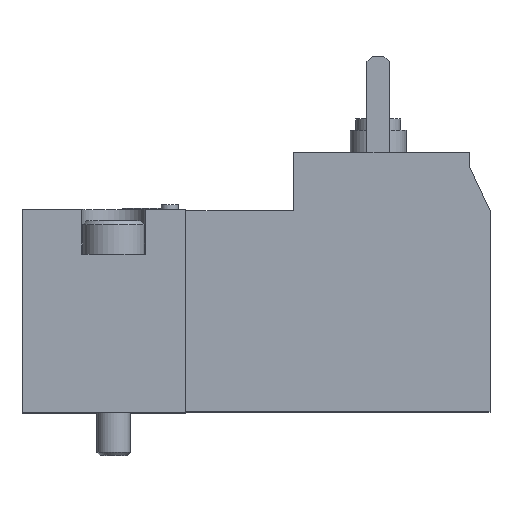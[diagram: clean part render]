
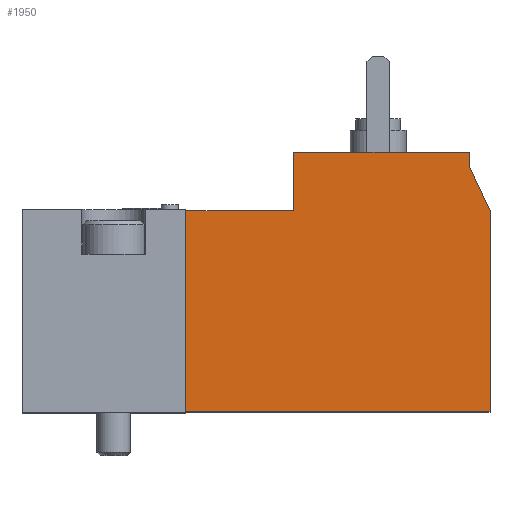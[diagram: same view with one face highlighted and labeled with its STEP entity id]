
A CAD part, top view. The second image highlights one B-rep face of the part: STEP entity #1950.
In plain terms, the highlighted planar face has unit normal (0, 0, 1).
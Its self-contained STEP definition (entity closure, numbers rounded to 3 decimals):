
#328=ORIENTED_EDGE('',*,*,#440,.T.);
#329=ORIENTED_EDGE('',*,*,#444,.T.);
#330=ORIENTED_EDGE('',*,*,#447,.T.);
#331=ORIENTED_EDGE('',*,*,#450,.T.);
#332=ORIENTED_EDGE('',*,*,#462,.T.);
#333=ORIENTED_EDGE('',*,*,#465,.T.);
#334=ORIENTED_EDGE('',*,*,#468,.T.);
#335=ORIENTED_EDGE('',*,*,#506,.T.);
#440=EDGE_CURVE('',#611,#610,#735,.T.);
#444=EDGE_CURVE('',#610,#613,#739,.T.);
#447=EDGE_CURVE('',#613,#615,#742,.T.);
#450=EDGE_CURVE('',#615,#617,#745,.T.);
#462=EDGE_CURVE('',#617,#628,#756,.T.);
#465=EDGE_CURVE('',#628,#630,#759,.T.);
#468=EDGE_CURVE('',#630,#632,#762,.T.);
#506=EDGE_CURVE('',#632,#611,#790,.T.);
#610=VERTEX_POINT('',#2495);
#611=VERTEX_POINT('',#2497);
#613=VERTEX_POINT('',#2503);
#615=VERTEX_POINT('',#2509);
#617=VERTEX_POINT('',#2515);
#628=VERTEX_POINT('',#2539);
#630=VERTEX_POINT('',#2545);
#632=VERTEX_POINT('',#2551);
#735=LINE('',#2496,#853);
#739=LINE('',#2504,#857);
#742=LINE('',#2510,#860);
#745=LINE('',#2516,#863);
#756=LINE('',#2540,#874);
#759=LINE('',#2546,#877);
#762=LINE('',#2552,#880);
#790=LINE('',#2626,#908);
#853=VECTOR('',#2121,1000.);
#857=VECTOR('',#2127,1000.);
#860=VECTOR('',#2132,1000.);
#863=VECTOR('',#2137,1000.);
#874=VECTOR('',#2152,1000.);
#877=VECTOR('',#2157,1000.);
#880=VECTOR('',#2162,1000.);
#908=VECTOR('',#2222,1000.);
#1048=EDGE_LOOP('',(#328,#329,#330,#331,#332,#333,#334,#335));
#1175=FACE_BOUND('',#1048,.T.);
#1263=PLANE('',#2070);
#1950=ADVANCED_FACE('',(#1175),#1263,.T.);
#2070=AXIS2_PLACEMENT_3D('',#2755,#2375,#2376);
#2121=DIRECTION('',(1.,0.,0.));
#2127=DIRECTION('',(0.,1.,0.));
#2132=DIRECTION('',(-0.423,0.906,0.));
#2137=DIRECTION('',(0.,1.,0.));
#2152=DIRECTION('',(-1.,0.,0.));
#2157=DIRECTION('',(0.,-1.,0.));
#2162=DIRECTION('',(-1.,0.,0.));
#2222=DIRECTION('',(0.,-1.,0.));
#2375=DIRECTION('',(0.,0.,1.));
#2376=DIRECTION('',(1.,0.,0.));
#2495=CARTESIAN_POINT('',(41.85,-9.,7.5));
#2496=CARTESIAN_POINT('',(14.65,-9.,7.5));
#2497=CARTESIAN_POINT('',(14.65,-9.,7.5));
#2503=CARTESIAN_POINT('',(41.85,9.,7.5));
#2504=CARTESIAN_POINT('',(41.85,-9.,7.5));
#2509=CARTESIAN_POINT('',(40.,12.967,7.5));
#2510=CARTESIAN_POINT('',(41.85,9.,7.5));
#2515=CARTESIAN_POINT('',(40.,14.2,7.5));
#2516=CARTESIAN_POINT('',(40.,12.967,7.5));
#2539=CARTESIAN_POINT('',(24.3,14.2,7.5));
#2540=CARTESIAN_POINT('',(40.,14.2,7.5));
#2545=CARTESIAN_POINT('',(24.3,9.,7.5));
#2546=CARTESIAN_POINT('',(24.3,14.2,7.5));
#2551=CARTESIAN_POINT('',(14.65,9.,7.5));
#2552=CARTESIAN_POINT('',(24.3,9.,7.5));
#2626=CARTESIAN_POINT('',(14.65,20.9,7.5));
#2755=CARTESIAN_POINT('',(44.65,20.9,7.5));
